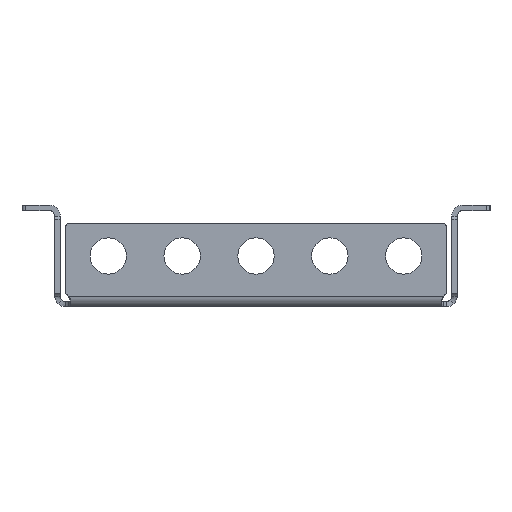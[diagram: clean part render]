
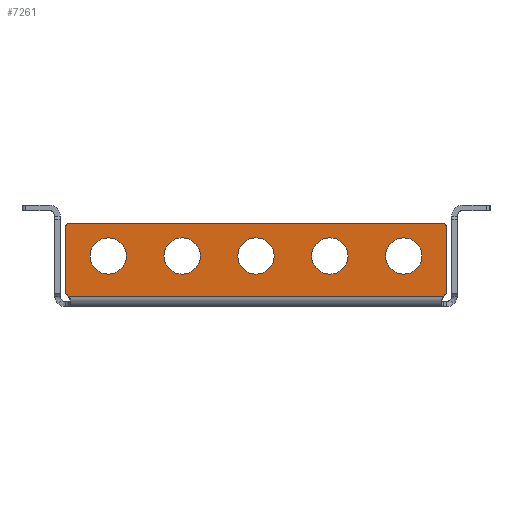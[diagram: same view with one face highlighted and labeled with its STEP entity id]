
A CAD part, left-side view. The second image highlights one B-rep face of the part: STEP entity #7261.
In plain terms, the highlighted planar face has unit normal (-1, 0, 0).
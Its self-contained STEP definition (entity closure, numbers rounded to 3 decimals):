
#3739 = VERTEX_POINT('',#3740);
#3740 = CARTESIAN_POINT('',(-3.,0.758,3.));
#3797 = VERTEX_POINT('',#3798);
#3798 = CARTESIAN_POINT('',(-3.,103.942,3.));
#3853 = EDGE_CURVE('',#3797,#3739,#3854,.T.);
#3854 = LINE('',#3855,#3856);
#3855 = CARTESIAN_POINT('',(-3.,104.7,3.));
#3856 = VECTOR('',#3857,1.);
#3857 = DIRECTION('',(0.,-1.,0.));
#7261 = ADVANCED_FACE('',(#7262,#7323,#7334,#7345,#7356,#7367),#7378,.T.
  );
#7262 = FACE_BOUND('',#7263,.T.);
#7263 = EDGE_LOOP('',(#7264,#7275,#7283,#7290,#7291,#7300,#7308,#7317));
#7264 = ORIENTED_EDGE('',*,*,#7265,.F.);
#7265 = EDGE_CURVE('',#7266,#7268,#7270,.T.);
#7266 = VERTEX_POINT('',#7267);
#7267 = CARTESIAN_POINT('',(-3.,104.7,22.));
#7268 = VERTEX_POINT('',#7269);
#7269 = CARTESIAN_POINT('',(-3.,103.7,23.));
#7270 = CIRCLE('',#7271,1.);
#7271 = AXIS2_PLACEMENT_3D('',#7272,#7273,#7274);
#7272 = CARTESIAN_POINT('',(-3.,103.7,22.));
#7273 = DIRECTION('',(1.,0.,-0.));
#7274 = DIRECTION('',(0.,0.,1.));
#7275 = ORIENTED_EDGE('',*,*,#7276,.T.);
#7276 = EDGE_CURVE('',#7266,#7277,#7279,.T.);
#7277 = VERTEX_POINT('',#7278);
#7278 = CARTESIAN_POINT('',(-3.,104.7,3.758));
#7279 = LINE('',#7280,#7281);
#7280 = CARTESIAN_POINT('',(-3.,104.7,23.));
#7281 = VECTOR('',#7282,1.);
#7282 = DIRECTION('',(0.,0.,-1.));
#7283 = ORIENTED_EDGE('',*,*,#7284,.F.);
#7284 = EDGE_CURVE('',#3797,#7277,#7285,.T.);
#7285 = CIRCLE('',#7286,3.);
#7286 = AXIS2_PLACEMENT_3D('',#7287,#7288,#7289);
#7287 = CARTESIAN_POINT('',(-3.,106.408,1.292));
#7288 = DIRECTION('',(-1.,-0.,0.));
#7289 = DIRECTION('',(0.,0.,-1.));
#7290 = ORIENTED_EDGE('',*,*,#3853,.T.);
#7291 = ORIENTED_EDGE('',*,*,#7292,.F.);
#7292 = EDGE_CURVE('',#7293,#3739,#7295,.T.);
#7293 = VERTEX_POINT('',#7294);
#7294 = CARTESIAN_POINT('',(-3.,0.,3.758));
#7295 = CIRCLE('',#7296,3.);
#7296 = AXIS2_PLACEMENT_3D('',#7297,#7298,#7299);
#7297 = CARTESIAN_POINT('',(-3.,-1.708,1.292));
#7298 = DIRECTION('',(-1.,-0.,0.));
#7299 = DIRECTION('',(0.,0.,-1.));
#7300 = ORIENTED_EDGE('',*,*,#7301,.T.);
#7301 = EDGE_CURVE('',#7293,#7302,#7304,.T.);
#7302 = VERTEX_POINT('',#7303);
#7303 = CARTESIAN_POINT('',(-3.,0.,22.));
#7304 = LINE('',#7305,#7306);
#7305 = CARTESIAN_POINT('',(-3.,0.,3.));
#7306 = VECTOR('',#7307,1.);
#7307 = DIRECTION('',(0.,0.,1.));
#7308 = ORIENTED_EDGE('',*,*,#7309,.T.);
#7309 = EDGE_CURVE('',#7302,#7310,#7312,.T.);
#7310 = VERTEX_POINT('',#7311);
#7311 = CARTESIAN_POINT('',(-3.,1.,23.));
#7312 = CIRCLE('',#7313,1.);
#7313 = AXIS2_PLACEMENT_3D('',#7314,#7315,#7316);
#7314 = CARTESIAN_POINT('',(-3.,1.,22.));
#7315 = DIRECTION('',(-1.,0.,0.));
#7316 = DIRECTION('',(0.,0.,1.));
#7317 = ORIENTED_EDGE('',*,*,#7318,.T.);
#7318 = EDGE_CURVE('',#7310,#7268,#7319,.T.);
#7319 = LINE('',#7320,#7321);
#7320 = CARTESIAN_POINT('',(-3.,0.,23.));
#7321 = VECTOR('',#7322,1.);
#7322 = DIRECTION('',(0.,1.,0.));
#7323 = FACE_BOUND('',#7324,.T.);
#7324 = EDGE_LOOP('',(#7325));
#7325 = ORIENTED_EDGE('',*,*,#7326,.F.);
#7326 = EDGE_CURVE('',#7327,#7327,#7329,.T.);
#7327 = VERTEX_POINT('',#7328);
#7328 = CARTESIAN_POINT('',(-3.,6.71,14.));
#7329 = CIRCLE('',#7330,5.);
#7330 = AXIS2_PLACEMENT_3D('',#7331,#7332,#7333);
#7331 = CARTESIAN_POINT('',(-3.,11.71,14.));
#7332 = DIRECTION('',(-1.,0.,0.));
#7333 = DIRECTION('',(0.,-1.,0.));
#7334 = FACE_BOUND('',#7335,.T.);
#7335 = EDGE_LOOP('',(#7336));
#7336 = ORIENTED_EDGE('',*,*,#7337,.F.);
#7337 = EDGE_CURVE('',#7338,#7338,#7340,.T.);
#7338 = VERTEX_POINT('',#7339);
#7339 = CARTESIAN_POINT('',(-3.,27.03,14.));
#7340 = CIRCLE('',#7341,5.);
#7341 = AXIS2_PLACEMENT_3D('',#7342,#7343,#7344);
#7342 = CARTESIAN_POINT('',(-3.,32.03,14.));
#7343 = DIRECTION('',(-1.,0.,0.));
#7344 = DIRECTION('',(0.,-1.,0.));
#7345 = FACE_BOUND('',#7346,.T.);
#7346 = EDGE_LOOP('',(#7347));
#7347 = ORIENTED_EDGE('',*,*,#7348,.F.);
#7348 = EDGE_CURVE('',#7349,#7349,#7351,.T.);
#7349 = VERTEX_POINT('',#7350);
#7350 = CARTESIAN_POINT('',(-3.,47.35,14.));
#7351 = CIRCLE('',#7352,5.);
#7352 = AXIS2_PLACEMENT_3D('',#7353,#7354,#7355);
#7353 = CARTESIAN_POINT('',(-3.,52.35,14.));
#7354 = DIRECTION('',(-1.,0.,0.));
#7355 = DIRECTION('',(0.,-1.,0.));
#7356 = FACE_BOUND('',#7357,.T.);
#7357 = EDGE_LOOP('',(#7358));
#7358 = ORIENTED_EDGE('',*,*,#7359,.F.);
#7359 = EDGE_CURVE('',#7360,#7360,#7362,.T.);
#7360 = VERTEX_POINT('',#7361);
#7361 = CARTESIAN_POINT('',(-3.,67.67,14.));
#7362 = CIRCLE('',#7363,5.);
#7363 = AXIS2_PLACEMENT_3D('',#7364,#7365,#7366);
#7364 = CARTESIAN_POINT('',(-3.,72.67,14.));
#7365 = DIRECTION('',(-1.,0.,0.));
#7366 = DIRECTION('',(0.,-1.,0.));
#7367 = FACE_BOUND('',#7368,.T.);
#7368 = EDGE_LOOP('',(#7369));
#7369 = ORIENTED_EDGE('',*,*,#7370,.F.);
#7370 = EDGE_CURVE('',#7371,#7371,#7373,.T.);
#7371 = VERTEX_POINT('',#7372);
#7372 = CARTESIAN_POINT('',(-3.,87.99,14.));
#7373 = CIRCLE('',#7374,5.);
#7374 = AXIS2_PLACEMENT_3D('',#7375,#7376,#7377);
#7375 = CARTESIAN_POINT('',(-3.,92.99,14.));
#7376 = DIRECTION('',(-1.,0.,0.));
#7377 = DIRECTION('',(0.,-1.,0.));
#7378 = PLANE('',#7379);
#7379 = AXIS2_PLACEMENT_3D('',#7380,#7381,#7382);
#7380 = CARTESIAN_POINT('',(-3.,52.35,13.));
#7381 = DIRECTION('',(-1.,-0.,0.));
#7382 = DIRECTION('',(0.,0.,1.));
